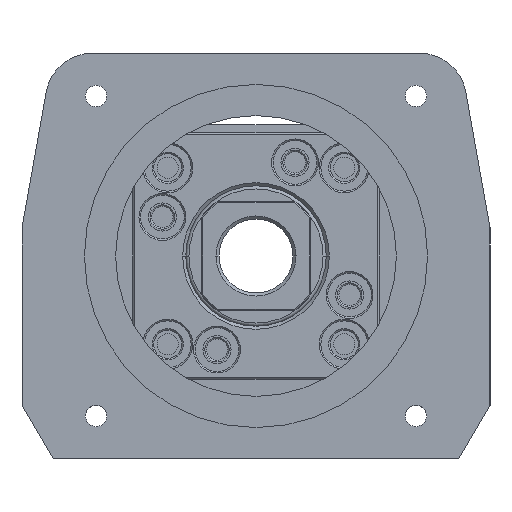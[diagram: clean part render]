
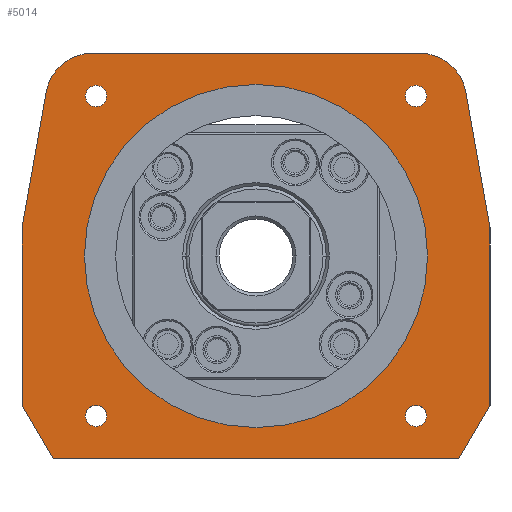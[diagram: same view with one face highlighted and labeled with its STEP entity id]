
A CAD part, left-side view. The second image highlights one B-rep face of the part: STEP entity #5014.
In plain terms, the highlighted planar face has unit normal (-1, 0, 0).
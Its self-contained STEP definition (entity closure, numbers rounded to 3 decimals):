
#3666=CARTESIAN_POINT('Vertex',(-19.,47.865,-51.265)) ;
#3669=CARTESIAN_POINT('Axis2P3D Location',(-19.,51.265,-51.265)) ;
#3673=CARTESIAN_POINT('Vertex',(-19.,54.665,-51.265)) ;
#3903=CARTESIAN_POINT('Vertex',(-19.,-75.,9.)) ;
#3908=CARTESIAN_POINT('Line Origine',(-19.,-75.,-19.5)) ;
#3912=CARTESIAN_POINT('Vertex',(-19.,-75.,-48.)) ;
#3949=CARTESIAN_POINT('Vertex',(-19.,75.,-48.)) ;
#3952=CARTESIAN_POINT('Line Origine',(-19.,75.,-19.5)) ;
#3956=CARTESIAN_POINT('Vertex',(-19.,75.,9.)) ;
#3995=CARTESIAN_POINT('Vertex',(-19.,-54.665,-51.265)) ;
#3998=CARTESIAN_POINT('Axis2P3D Location',(-19.,-51.265,-51.265)) ;
#4002=CARTESIAN_POINT('Vertex',(-19.,-47.865,-51.265)) ;
#4857=CARTESIAN_POINT('Vertex',(-19.,67.208,52.637)) ;
#4860=CARTESIAN_POINT('Line Origine',(-19.,71.104,30.818)) ;
#4873=CARTESIAN_POINT('Axis2P3D Location',(-19.,51.265,-51.265)) ;
#4885=CARTESIAN_POINT('Axis2P3D Location',(-19.,0.,0.)) ;
#4890=CARTESIAN_POINT('Line Origine',(-19.,0.,65.)) ;
#4894=CARTESIAN_POINT('Vertex',(-19.,-52.441,65.)) ;
#4896=CARTESIAN_POINT('Vertex',(-19.,52.441,65.)) ;
#4899=CARTESIAN_POINT('Axis2P3D Location',(-19.,52.441,50.)) ;
#4904=CARTESIAN_POINT('Line Origine',(-19.,70.,-56.5)) ;
#4908=CARTESIAN_POINT('Vertex',(-19.,65.,-65.)) ;
#4911=CARTESIAN_POINT('Line Origine',(-19.,0.,-65.)) ;
#4915=CARTESIAN_POINT('Vertex',(-19.,-65.,-65.)) ;
#4918=CARTESIAN_POINT('Line Origine',(-19.,-70.,-56.5)) ;
#4923=CARTESIAN_POINT('Line Origine',(-19.,-71.104,30.818)) ;
#4927=CARTESIAN_POINT('Vertex',(-19.,-67.208,52.637)) ;
#4930=CARTESIAN_POINT('Axis2P3D Location',(-19.,-52.441,50.)) ;
#4947=CARTESIAN_POINT('Axis2P3D Location',(-19.,-51.265,-51.265)) ;
#4956=CARTESIAN_POINT('Axis2P3D Location',(-19.,0.,0.)) ;
#4960=CARTESIAN_POINT('Vertex',(-19.,-55.,0.)) ;
#4962=CARTESIAN_POINT('Vertex',(-19.,55.,0.)) ;
#4965=CARTESIAN_POINT('Axis2P3D Location',(-19.,0.,0.)) ;
#4974=CARTESIAN_POINT('Axis2P3D Location',(-19.,-51.265,51.265)) ;
#4978=CARTESIAN_POINT('Vertex',(-19.,-54.665,51.265)) ;
#4980=CARTESIAN_POINT('Vertex',(-19.,-47.865,51.265)) ;
#4983=CARTESIAN_POINT('Axis2P3D Location',(-19.,-51.265,51.265)) ;
#4992=CARTESIAN_POINT('Axis2P3D Location',(-19.,51.265,51.265)) ;
#4996=CARTESIAN_POINT('Vertex',(-19.,47.865,51.265)) ;
#4998=CARTESIAN_POINT('Vertex',(-19.,54.665,51.265)) ;
#5001=CARTESIAN_POINT('Axis2P3D Location',(-19.,51.265,51.265)) ;
#3670=DIRECTION('Axis2P3D Direction',(-1.,0.,0.)) ;
#3909=DIRECTION('Vector Direction',(0.,0.,-1.)) ;
#3953=DIRECTION('Vector Direction',(0.,0.,1.)) ;
#3999=DIRECTION('Axis2P3D Direction',(-1.,0.,0.)) ;
#4861=DIRECTION('Vector Direction',(0.,0.176,-0.984)) ;
#4874=DIRECTION('Axis2P3D Direction',(-1.,0.,0.)) ;
#4886=DIRECTION('Axis2P3D Direction',(-1.,0.,0.)) ;
#4887=DIRECTION('Axis2P3D XDirection',(0.,-1.,0.)) ;
#4891=DIRECTION('Vector Direction',(0.,-1.,0.)) ;
#4900=DIRECTION('Axis2P3D Direction',(-1.,0.,0.)) ;
#4905=DIRECTION('Vector Direction',(0.,-0.507,-0.862)) ;
#4912=DIRECTION('Vector Direction',(0.,1.,0.)) ;
#4919=DIRECTION('Vector Direction',(0.,0.507,-0.862)) ;
#4924=DIRECTION('Vector Direction',(0.,-0.176,-0.984)) ;
#4931=DIRECTION('Axis2P3D Direction',(-1.,0.,0.)) ;
#4948=DIRECTION('Axis2P3D Direction',(-1.,0.,0.)) ;
#4957=DIRECTION('Axis2P3D Direction',(-1.,0.,0.)) ;
#4966=DIRECTION('Axis2P3D Direction',(-1.,0.,0.)) ;
#4975=DIRECTION('Axis2P3D Direction',(-1.,0.,0.)) ;
#4984=DIRECTION('Axis2P3D Direction',(-1.,0.,0.)) ;
#4993=DIRECTION('Axis2P3D Direction',(-1.,0.,0.)) ;
#5002=DIRECTION('Axis2P3D Direction',(-1.,0.,0.)) ;
#3671=AXIS2_PLACEMENT_3D('Circle Axis2P3D',#3669,#3670,$) ;
#4000=AXIS2_PLACEMENT_3D('Circle Axis2P3D',#3998,#3999,$) ;
#4875=AXIS2_PLACEMENT_3D('Circle Axis2P3D',#4873,#4874,$) ;
#4888=AXIS2_PLACEMENT_3D('Plane Axis2P3D',#4885,#4886,#4887) ;
#4901=AXIS2_PLACEMENT_3D('Circle Axis2P3D',#4899,#4900,$) ;
#4932=AXIS2_PLACEMENT_3D('Circle Axis2P3D',#4930,#4931,$) ;
#4949=AXIS2_PLACEMENT_3D('Circle Axis2P3D',#4947,#4948,$) ;
#4958=AXIS2_PLACEMENT_3D('Circle Axis2P3D',#4956,#4957,$) ;
#4967=AXIS2_PLACEMENT_3D('Circle Axis2P3D',#4965,#4966,$) ;
#4976=AXIS2_PLACEMENT_3D('Circle Axis2P3D',#4974,#4975,$) ;
#4985=AXIS2_PLACEMENT_3D('Circle Axis2P3D',#4983,#4984,$) ;
#4994=AXIS2_PLACEMENT_3D('Circle Axis2P3D',#4992,#4993,$) ;
#5003=AXIS2_PLACEMENT_3D('Circle Axis2P3D',#5001,#5002,$) ;
#4936=ORIENTED_EDGE('',*,*,#4898,.T.) ;
#4937=ORIENTED_EDGE('',*,*,#4903,.F.) ;
#4938=ORIENTED_EDGE('',*,*,#4864,.T.) ;
#4939=ORIENTED_EDGE('',*,*,#3958,.T.) ;
#4940=ORIENTED_EDGE('',*,*,#4910,.T.) ;
#4941=ORIENTED_EDGE('',*,*,#4917,.T.) ;
#4942=ORIENTED_EDGE('',*,*,#4922,.T.) ;
#4943=ORIENTED_EDGE('',*,*,#3914,.T.) ;
#4944=ORIENTED_EDGE('',*,*,#4929,.T.) ;
#4945=ORIENTED_EDGE('',*,*,#4934,.F.) ;
#4953=ORIENTED_EDGE('',*,*,#4004,.F.) ;
#4954=ORIENTED_EDGE('',*,*,#4951,.F.) ;
#4971=ORIENTED_EDGE('',*,*,#4964,.F.) ;
#4972=ORIENTED_EDGE('',*,*,#4969,.F.) ;
#4989=ORIENTED_EDGE('',*,*,#4982,.F.) ;
#4990=ORIENTED_EDGE('',*,*,#4987,.F.) ;
#5007=ORIENTED_EDGE('',*,*,#5000,.F.) ;
#5008=ORIENTED_EDGE('',*,*,#5005,.F.) ;
#5011=ORIENTED_EDGE('',*,*,#4877,.F.) ;
#5012=ORIENTED_EDGE('',*,*,#3675,.F.) ;
#4955=FACE_BOUND('',#4952,.T.) ;
#4973=FACE_BOUND('',#4970,.T.) ;
#4991=FACE_BOUND('',#4988,.T.) ;
#5009=FACE_BOUND('',#5006,.T.) ;
#5013=FACE_BOUND('',#5010,.T.) ;
#3910=VECTOR('Line Direction',#3909,1.) ;
#3954=VECTOR('Line Direction',#3953,1.) ;
#4862=VECTOR('Line Direction',#4861,1.) ;
#4892=VECTOR('Line Direction',#4891,1.) ;
#4906=VECTOR('Line Direction',#4905,1.) ;
#4913=VECTOR('Line Direction',#4912,1.) ;
#4920=VECTOR('Line Direction',#4919,1.) ;
#4925=VECTOR('Line Direction',#4924,1.) ;
#5014=ADVANCED_FACE('\X2\96F64EF651E04F554F53\X0\',(#4946,#4955,#4973,#4991,#5009,#5013),#4889,.T.) ;
#3672=CIRCLE('generated circle',#3671,3.4) ;
#4001=CIRCLE('generated circle',#4000,3.4) ;
#4876=CIRCLE('generated circle',#4875,3.4) ;
#4902=CIRCLE('generated circle',#4901,15.) ;
#4933=CIRCLE('generated circle',#4932,15.) ;
#4950=CIRCLE('generated circle',#4949,3.4) ;
#4959=CIRCLE('generated circle',#4958,55.) ;
#4968=CIRCLE('generated circle',#4967,55.) ;
#4977=CIRCLE('generated circle',#4976,3.4) ;
#4986=CIRCLE('generated circle',#4985,3.4) ;
#4995=CIRCLE('generated circle',#4994,3.4) ;
#5004=CIRCLE('generated circle',#5003,3.4) ;
#3675=EDGE_CURVE('',#3667,#3674,#3672,.T.) ;
#3914=EDGE_CURVE('',#3913,#3904,#3911,.F.) ;
#3958=EDGE_CURVE('',#3957,#3950,#3955,.F.) ;
#4004=EDGE_CURVE('',#3996,#4003,#4001,.T.) ;
#4864=EDGE_CURVE('',#4858,#3957,#4863,.T.) ;
#4877=EDGE_CURVE('',#3674,#3667,#4876,.T.) ;
#4898=EDGE_CURVE('',#4895,#4897,#4893,.F.) ;
#4903=EDGE_CURVE('',#4858,#4897,#4902,.F.) ;
#4910=EDGE_CURVE('',#3950,#4909,#4907,.T.) ;
#4917=EDGE_CURVE('',#4909,#4916,#4914,.F.) ;
#4922=EDGE_CURVE('',#4916,#3913,#4921,.F.) ;
#4929=EDGE_CURVE('',#3904,#4928,#4926,.F.) ;
#4934=EDGE_CURVE('',#4895,#4928,#4933,.F.) ;
#4951=EDGE_CURVE('',#4003,#3996,#4950,.T.) ;
#4964=EDGE_CURVE('',#4961,#4963,#4959,.T.) ;
#4969=EDGE_CURVE('',#4963,#4961,#4968,.T.) ;
#4982=EDGE_CURVE('',#4979,#4981,#4977,.T.) ;
#4987=EDGE_CURVE('',#4981,#4979,#4986,.T.) ;
#5000=EDGE_CURVE('',#4997,#4999,#4995,.T.) ;
#5005=EDGE_CURVE('',#4999,#4997,#5004,.T.) ;
#4935=EDGE_LOOP('',(#4936,#4937,#4938,#4939,#4940,#4941,#4942,#4943,#4944,#4945)) ;
#4952=EDGE_LOOP('',(#4953,#4954)) ;
#4970=EDGE_LOOP('',(#4971,#4972)) ;
#4988=EDGE_LOOP('',(#4989,#4990)) ;
#5006=EDGE_LOOP('',(#5007,#5008)) ;
#5010=EDGE_LOOP('',(#5011,#5012)) ;
#4946=FACE_OUTER_BOUND('',#4935,.T.) ;
#3911=LINE('Line',#3908,#3910) ;
#3955=LINE('Line',#3952,#3954) ;
#4863=LINE('Line',#4860,#4862) ;
#4893=LINE('Line',#4890,#4892) ;
#4907=LINE('Line',#4904,#4906) ;
#4914=LINE('Line',#4911,#4913) ;
#4921=LINE('Line',#4918,#4920) ;
#4926=LINE('Line',#4923,#4925) ;
#4889=PLANE('Plane',#4888) ;
#3667=VERTEX_POINT('',#3666) ;
#3674=VERTEX_POINT('',#3673) ;
#3904=VERTEX_POINT('',#3903) ;
#3913=VERTEX_POINT('',#3912) ;
#3950=VERTEX_POINT('',#3949) ;
#3957=VERTEX_POINT('',#3956) ;
#3996=VERTEX_POINT('',#3995) ;
#4003=VERTEX_POINT('',#4002) ;
#4858=VERTEX_POINT('',#4857) ;
#4895=VERTEX_POINT('',#4894) ;
#4897=VERTEX_POINT('',#4896) ;
#4909=VERTEX_POINT('',#4908) ;
#4916=VERTEX_POINT('',#4915) ;
#4928=VERTEX_POINT('',#4927) ;
#4961=VERTEX_POINT('',#4960) ;
#4963=VERTEX_POINT('',#4962) ;
#4979=VERTEX_POINT('',#4978) ;
#4981=VERTEX_POINT('',#4980) ;
#4997=VERTEX_POINT('',#4996) ;
#4999=VERTEX_POINT('',#4998) ;
